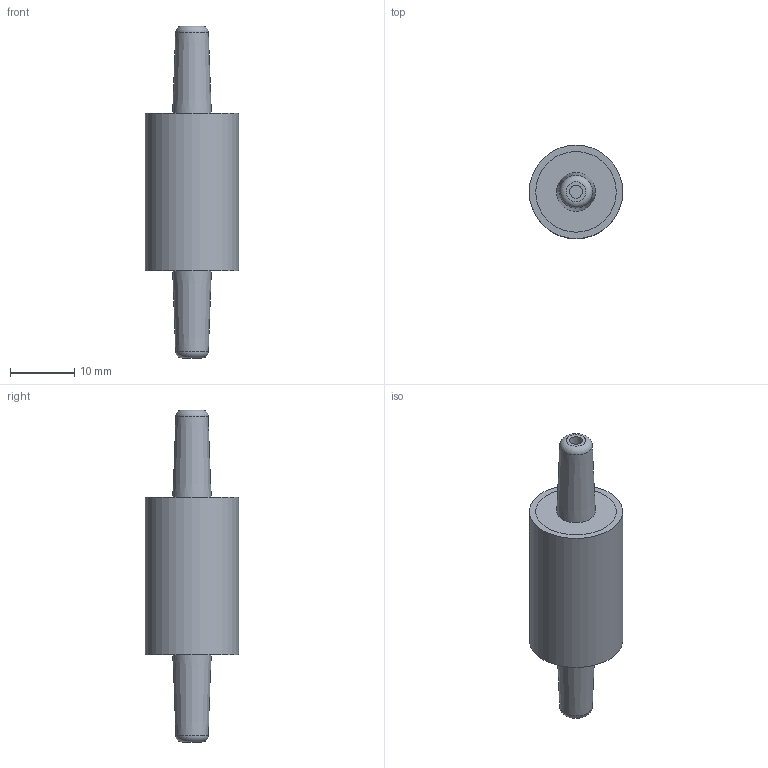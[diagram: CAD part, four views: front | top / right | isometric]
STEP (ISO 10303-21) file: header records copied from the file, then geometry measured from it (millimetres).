
FILE_DESCRIPTION(/* description */ (''),/* implementation_level */ '2;1');
FILE_NAME(/* name */ 'Check Valve.step',/* time_stamp */ '2020-10-28T15:37:40+11:00',/* author */ (''),/* organization */ (''),/* preprocessor_version */ 'ST-DEVELOPER v18.1',/* originating_system */ 'Autodesk Translation Framework v9.3.0.1241',/* authorisation */ '');
FILE_SCHEMA (('AUTOMOTIVE_DESIGN { 1 0 10303 214 3 1 1 }'));
Length unit declared in the file: millimetre
Products named in the file (2): Check Valve; Check Valve_1
Assembly tree (1 placements, depth 2):
  Check Valve
    Check Valve_1
Bounding box: 14.5 x 14.5 x 51.5 mm (x, y, z)
Volume: 2313 mm3; surface area: 4264.5 mm2
Topology: 3 solids, 3 shells, 23 faces, 35 edges, 22 vertices
Faces by surface type: plane 10, cylinder 7, cone 4, torus 2
Full cylindrical faces by diameter (mm): 2 x2, 6 x1, 8 x1, 12.5 x2, 14.5 x1
Entity records: 610 total; most frequent: DIRECTION 113, CARTESIAN_POINT 84, ORIENTED_EDGE 70, AXIS2_PLACEMENT_3D 51, EDGE_CURVE 35, EDGE_LOOP 31, CIRCLE 24, FACE_OUTER_BOUND 23
